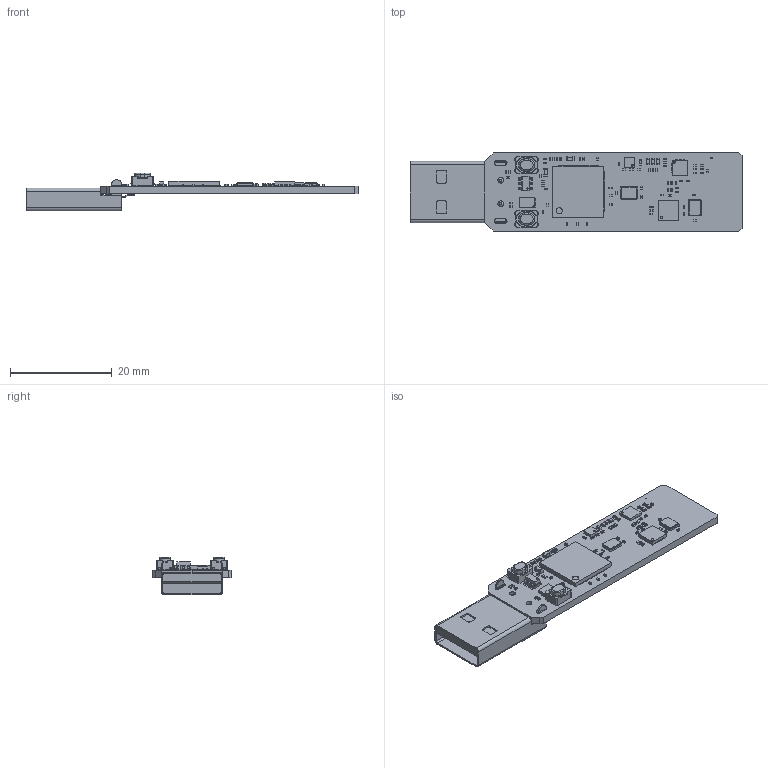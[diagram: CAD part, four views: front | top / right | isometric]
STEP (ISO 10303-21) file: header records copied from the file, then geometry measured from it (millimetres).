
FILE_DESCRIPTION(('KiCad electronic assembly'),'2;1');
FILE_NAME('NRF24L01-RF-USB-Stick.step','2025-09-07T19:51:08',('Pcbnew'), ('Kicad'),'Open CASCADE STEP processor 7.9','KiCad to STEP converter', 'Unknown');
FILE_SCHEMA(('AUTOMOTIVE_DESIGN { 1 0 10303 214 1 1 1 1 }'));
Length unit declared in the file: millimetre
Products named in the file (28): NRF24L01-RF-USB-Stick 1; R_0201_0603Metric; C_0201_0603Metric; SOT-23-6; SW_SPST_PTS810; L_0201_0603Metric; LED_0402_1005Metric; Crystal_SMD_3225-4Pin_3.2x2.5mm; DFN-6-1EP_2x2mm_P0.65mm_EP1x1.6mm; L_0603_1608Metric; C_0402_1005Metric; RFX2401C; Body; ThermalPin; PinsArrayLR; PinsArrayTB; RP2350B; QFN-20-1EP_4x4mm_P0.5mm_EP2.5x2.5mm; W25Q16JVUXIQ_TR; USB_A_CNCTech_1001-011-01101_Horizontal; NRF24L01-RF-USB-Stick_PCB
Assembly tree (93 placements, depth 3):
  NRF24L01-RF-USB-Stick 1
    R_0201_0603Metric  x14
    C_0201_0603Metric  x45
    SOT-23-6
    SW_SPST_PTS810  x2
    L_0201_0603Metric  x5
    LED_0402_1005Metric  x3
    Crystal_SMD_3225-4Pin_3.2x2.5mm  x2
    DFN-6-1EP_2x2mm_P0.65mm_EP1x1.6mm
    L_0603_1608Metric  x2
    C_0402_1005Metric
    RFX2401C
      Body
      ThermalPin
      PinsArrayLR
      PinsArrayTB
    RP2350B
      Body
      ThermalPin
      PinsArrayLR
      PinsArrayTB
    QFN-20-1EP_4x4mm_P0.5mm_EP2.5x2.5mm
    W25Q16JVUXIQ_TR
      Body
      ThermalPin
      PinsArrayLR
    USB_A_CNCTech_1001-011-01101_Horizontal
    NRF24L01-RF-USB-Stick_PCB
Bounding box: 65.2 x 15.4 x 7.43 mm (x, y, z)
Volume: 2102 mm3; surface area: 4261.9 mm2
Topology: 200 solids, 200 shells, 3452 faces, 8551 edges, 5623 vertices
Faces by surface type: plane 2386, cylinder 1044, bspline 16, torus 6
Full cylindrical faces by diameter (mm): 0.25 x1, 0.3 x1, 0.375 x1, 0.4 x1, 0.5 x1, 1 x2, 1.1 x2, 1.25 x1
Entity records: 51773 total; most frequent: CARTESIAN_POINT 7632, DIRECTION 7432, ORIENTED_EDGE 7178, EDGE_CURVE 3589, LINE 2930, VECTOR 2930, VERTEX_POINT 2339, AXIS2_PLACEMENT_3D 2251
